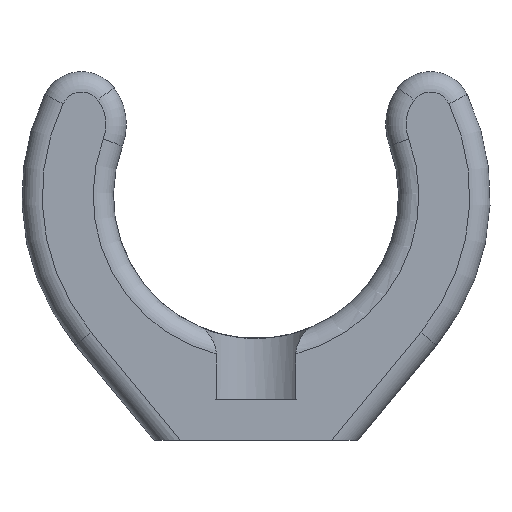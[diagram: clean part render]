
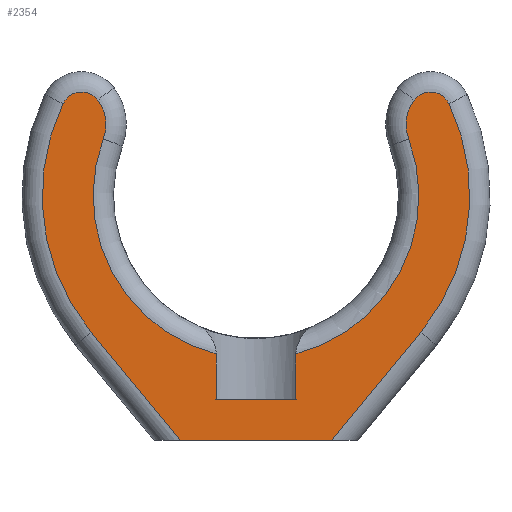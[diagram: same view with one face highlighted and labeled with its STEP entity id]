
A CAD part, front view. The second image highlights one B-rep face of the part: STEP entity #2354.
In plain terms, the highlighted planar face has unit normal (0, -1, 0).
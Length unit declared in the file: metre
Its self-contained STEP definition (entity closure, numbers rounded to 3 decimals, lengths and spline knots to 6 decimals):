
#218=CIRCLE('',#2566,0.0105);
#219=CIRCLE('',#2567,0.001);
#220=CIRCLE('',#2568,0.002);
#221=CIRCLE('',#2569,0.008);
#222=CIRCLE('',#2570,0.008);
#223=CIRCLE('',#2571,0.002);
#224=CIRCLE('',#2572,0.001);
#225=CIRCLE('',#2573,0.0105);
#497=ORIENTED_EDGE('',*,*,#1201,.F.);
#498=ORIENTED_EDGE('',*,*,#1242,.T.);
#499=ORIENTED_EDGE('',*,*,#1243,.T.);
#500=ORIENTED_EDGE('',*,*,#1244,.T.);
#501=ORIENTED_EDGE('',*,*,#1245,.T.);
#502=ORIENTED_EDGE('',*,*,#1246,.T.);
#503=ORIENTED_EDGE('',*,*,#1247,.F.);
#504=ORIENTED_EDGE('',*,*,#1248,.F.);
#505=ORIENTED_EDGE('',*,*,#1249,.F.);
#506=ORIENTED_EDGE('',*,*,#1250,.T.);
#507=ORIENTED_EDGE('',*,*,#1251,.T.);
#508=ORIENTED_EDGE('',*,*,#1252,.T.);
#509=ORIENTED_EDGE('',*,*,#1253,.T.);
#510=ORIENTED_EDGE('',*,*,#1254,.T.);
#1201=EDGE_CURVE('',#1573,#1574,#1781,.T.);
#1242=EDGE_CURVE('',#1573,#1610,#1802,.T.);
#1243=EDGE_CURVE('',#1610,#1611,#218,.T.);
#1244=EDGE_CURVE('',#1611,#1612,#219,.T.);
#1245=EDGE_CURVE('',#1612,#1613,#220,.T.);
#1246=EDGE_CURVE('',#1613,#1614,#221,.F.);
#1247=EDGE_CURVE('',#1615,#1614,#1803,.F.);
#1248=EDGE_CURVE('',#1616,#1615,#1804,.T.);
#1249=EDGE_CURVE('',#1617,#1616,#1805,.T.);
#1250=EDGE_CURVE('',#1617,#1618,#222,.F.);
#1251=EDGE_CURVE('',#1618,#1619,#223,.T.);
#1252=EDGE_CURVE('',#1619,#1620,#224,.T.);
#1253=EDGE_CURVE('',#1620,#1621,#225,.T.);
#1254=EDGE_CURVE('',#1621,#1574,#1806,.F.);
#1573=VERTEX_POINT('',#3882);
#1574=VERTEX_POINT('',#3884);
#1610=VERTEX_POINT('',#3986);
#1611=VERTEX_POINT('',#3988);
#1612=VERTEX_POINT('',#3990);
#1613=VERTEX_POINT('',#3992);
#1614=VERTEX_POINT('',#3994);
#1615=VERTEX_POINT('',#3996);
#1616=VERTEX_POINT('',#3998);
#1617=VERTEX_POINT('',#4000);
#1618=VERTEX_POINT('',#4002);
#1619=VERTEX_POINT('',#4004);
#1620=VERTEX_POINT('',#4006);
#1621=VERTEX_POINT('',#4008);
#1781=LINE('',#3883,#1900);
#1802=LINE('',#3985,#1921);
#1803=LINE('',#3995,#1922);
#1804=LINE('',#3997,#1923);
#1805=LINE('',#3999,#1924);
#1806=LINE('',#4009,#1925);
#1900=VECTOR('',#2990,1.);
#1921=VECTOR('',#3057,1.);
#1922=VECTOR('',#3066,1.);
#1923=VECTOR('',#3067,1.);
#1924=VECTOR('',#3068,1.);
#1925=VECTOR('',#3077,1.);
#2010=EDGE_LOOP('',(#497,#498,#499,#500,#501,#502,#503,#504,#505,#506,#507,
#508,#509,#510));
#2169=FACE_BOUND('',#2010,.T.);
#2319=PLANE('',#2565);
#2354=ADVANCED_FACE('',(#2169),#2319,.T.);
#2565=AXIS2_PLACEMENT_3D('',#3984,#3055,#3056);
#2566=AXIS2_PLACEMENT_3D('',#3987,#3058,#3059);
#2567=AXIS2_PLACEMENT_3D('',#3989,#3060,#3061);
#2568=AXIS2_PLACEMENT_3D('',#3991,#3062,#3063);
#2569=AXIS2_PLACEMENT_3D('',#3993,#3064,#3065);
#2570=AXIS2_PLACEMENT_3D('',#4001,#3069,#3070);
#2571=AXIS2_PLACEMENT_3D('',#4003,#3071,#3072);
#2572=AXIS2_PLACEMENT_3D('',#4005,#3073,#3074);
#2573=AXIS2_PLACEMENT_3D('',#4007,#3075,#3076);
#2990=DIRECTION('',(-1.,0.,0.));
#3055=DIRECTION('',(0.,-1.,0.));
#3056=DIRECTION('',(1.,0.,0.));
#3057=DIRECTION('',(0.637,0.,0.771));
#3058=DIRECTION('',(0.,-1.,0.));
#3059=DIRECTION('',(1.,0.,0.));
#3060=DIRECTION('',(0.,-1.,0.));
#3061=DIRECTION('',(1.,0.,0.));
#3062=DIRECTION('',(0.,-1.,0.));
#3063=DIRECTION('',(1.,0.,0.));
#3064=DIRECTION('',(0.,-1.,0.));
#3065=DIRECTION('',(1.,0.,0.));
#3066=DIRECTION('',(0.,0.,-1.));
#3067=DIRECTION('',(1.,0.,0.));
#3068=DIRECTION('',(0.,0.,-1.));
#3069=DIRECTION('',(0.,-1.,0.));
#3070=DIRECTION('',(1.,0.,0.));
#3071=DIRECTION('',(0.,-1.,0.));
#3072=DIRECTION('',(1.,0.,0.));
#3073=DIRECTION('',(0.,-1.,0.));
#3074=DIRECTION('',(1.,0.,0.));
#3075=DIRECTION('',(0.,-1.,0.));
#3076=DIRECTION('',(1.,0.,0.));
#3077=DIRECTION('',(-0.637,0.,0.771));
#3882=CARTESIAN_POINT('',(0.003702,-0.0382,0.));
#3883=CARTESIAN_POINT('',(-0.0025,-0.0382,0.));
#3884=CARTESIAN_POINT('',(-0.003702,-0.0382,0.));
#3984=CARTESIAN_POINT('',(0.,-0.0382,0.010891));
#3985=CARTESIAN_POINT('',(0.008092,-0.0382,0.005309));
#3986=CARTESIAN_POINT('',(0.008092,-0.0382,0.005309));
#3987=CARTESIAN_POINT('',(0.,-0.0382,0.012));
#3988=CARTESIAN_POINT('',(0.009471,-0.0382,0.016534));
#3989=CARTESIAN_POINT('',(0.008569,-0.0382,0.016102));
#3990=CARTESIAN_POINT('',(0.00777,-0.0382,0.016704));
#3991=CARTESIAN_POINT('',(0.009367,-0.0382,0.0155));
#3992=CARTESIAN_POINT('',(0.007494,-0.0382,0.0148));
#3993=CARTESIAN_POINT('',(0.,-0.0382,0.012));
#3994=CARTESIAN_POINT('',(0.00196,-0.0382,0.004244));
#3995=CARTESIAN_POINT('',(0.00196,-0.0382,0.027));
#3996=CARTESIAN_POINT('',(0.00196,-0.0382,0.002));
#3997=CARTESIAN_POINT('',(0.,-0.0382,0.002));
#3998=CARTESIAN_POINT('',(-0.00196,-0.0382,0.002));
#3999=CARTESIAN_POINT('',(-0.00196,-0.0382,0.027));
#4000=CARTESIAN_POINT('',(-0.00196,-0.0382,0.004244));
#4001=CARTESIAN_POINT('',(0.,-0.0382,0.012));
#4002=CARTESIAN_POINT('',(-0.007494,-0.0382,0.0148));
#4003=CARTESIAN_POINT('',(-0.009367,-0.0382,0.0155));
#4004=CARTESIAN_POINT('',(-0.00777,-0.0382,0.016704));
#4005=CARTESIAN_POINT('',(-0.008569,-0.0382,0.016102));
#4006=CARTESIAN_POINT('',(-0.009471,-0.0382,0.016534));
#4007=CARTESIAN_POINT('',(0.,-0.0382,0.012));
#4008=CARTESIAN_POINT('',(-0.008092,-0.0382,0.005309));
#4009=CARTESIAN_POINT('',(-0.007548,-0.0382,0.004651));
